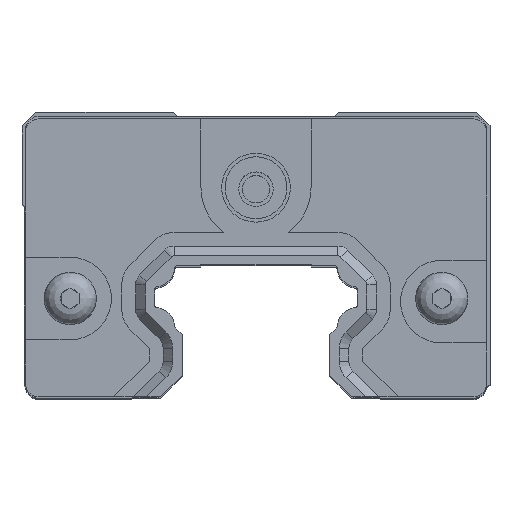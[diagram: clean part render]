
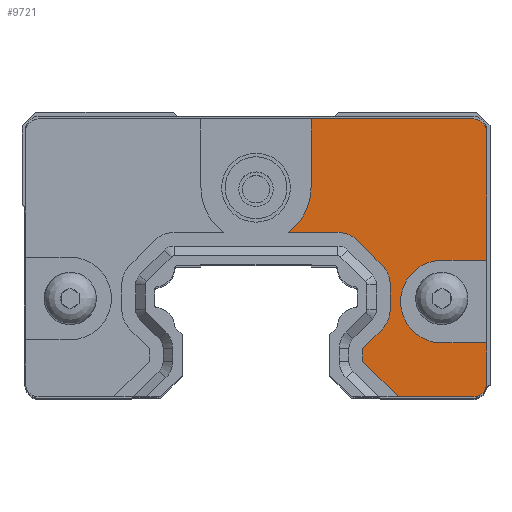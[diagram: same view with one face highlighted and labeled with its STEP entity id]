
A CAD part, top view. The second image highlights one B-rep face of the part: STEP entity #9721.
In plain terms, the highlighted planar face has unit normal (0, 0, 1).
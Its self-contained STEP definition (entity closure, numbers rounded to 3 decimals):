
#504=PLANE('',#10516);
#959=FACE_OUTER_BOUND('',#1501,.T.);
#1501=EDGE_LOOP('',(#8177,#8178,#8179,#8180,#8181,#8182,#8183,#8184,#8185,
#8186,#8187,#8188,#8189,#8190,#8191,#8192,#8193,#8194,#8195,#8196));
#1857=LINE('',#14000,#2859);
#1902=LINE('',#14133,#2904);
#1906=LINE('',#14141,#2908);
#1909=LINE('',#14147,#2911);
#1913=LINE('',#14159,#2915);
#1917=LINE('',#14171,#2919);
#1921=LINE('',#14183,#2923);
#2388=LINE('',#15790,#3390);
#2390=LINE('',#15796,#3392);
#2394=LINE('',#15807,#3396);
#2395=LINE('',#15810,#3397);
#2396=LINE('',#15812,#3398);
#2397=LINE('',#15815,#3399);
#2859=VECTOR('',#11208,10.);
#2904=VECTOR('',#11337,10.);
#2908=VECTOR('',#11343,10.);
#2911=VECTOR('',#11348,10.);
#2915=VECTOR('',#11360,10.);
#2919=VECTOR('',#11372,10.);
#2923=VECTOR('',#11384,10.);
#3390=VECTOR('',#12613,10.);
#3392=VECTOR('',#12617,10.);
#3396=VECTOR('',#12631,10.);
#3397=VECTOR('',#12634,10.);
#3398=VECTOR('',#12635,10.);
#3399=VECTOR('',#12638,10.);
#3812=CIRCLE('',#10119,2.);
#3814=CIRCLE('',#10123,2.);
#3816=CIRCLE('',#10127,2.);
#3818=CIRCLE('',#10131,4.);
#3981=CIRCLE('',#10513,3.);
#3983=CIRCLE('',#10517,1.);
#3984=CIRCLE('',#10518,1.);
#4225=VERTEX_POINT('',#13994);
#4227=VERTEX_POINT('',#13998);
#4272=VERTEX_POINT('',#14131);
#4273=VERTEX_POINT('',#14132);
#4276=VERTEX_POINT('',#14140);
#4278=VERTEX_POINT('',#14146);
#4280=VERTEX_POINT('',#14152);
#4282=VERTEX_POINT('',#14158);
#4284=VERTEX_POINT('',#14164);
#4286=VERTEX_POINT('',#14170);
#4288=VERTEX_POINT('',#14176);
#4290=VERTEX_POINT('',#14182);
#4747=VERTEX_POINT('',#15784);
#4749=VERTEX_POINT('',#15788);
#4750=VERTEX_POINT('',#15792);
#4752=VERTEX_POINT('',#15795);
#4754=VERTEX_POINT('',#15806);
#4755=VERTEX_POINT('',#15808);
#4756=VERTEX_POINT('',#15811);
#4757=VERTEX_POINT('',#15813);
#5198=EDGE_CURVE('',#4225,#4227,#1857,.T.);
#5263=EDGE_CURVE('',#4272,#4273,#1902,.T.);
#5267=EDGE_CURVE('',#4276,#4272,#1906,.T.);
#5270=EDGE_CURVE('',#4278,#4276,#1909,.T.);
#5273=EDGE_CURVE('',#4280,#4278,#3812,.T.);
#5276=EDGE_CURVE('',#4282,#4280,#1913,.T.);
#5279=EDGE_CURVE('',#4284,#4282,#3814,.T.);
#5282=EDGE_CURVE('',#4286,#4284,#1917,.T.);
#5285=EDGE_CURVE('',#4288,#4286,#3816,.T.);
#5288=EDGE_CURVE('',#4290,#4288,#1921,.T.);
#5291=EDGE_CURVE('',#4227,#4290,#3818,.T.);
#5966=EDGE_CURVE('',#4747,#4749,#2388,.T.);
#5968=EDGE_CURVE('',#4752,#4750,#2390,.T.);
#5971=EDGE_CURVE('',#4749,#4752,#3981,.T.);
#5974=EDGE_CURVE('',#4273,#4754,#2394,.T.);
#5975=EDGE_CURVE('',#4754,#4755,#3983,.T.);
#5976=EDGE_CURVE('',#4755,#4747,#2395,.T.);
#5977=EDGE_CURVE('',#4750,#4756,#2396,.T.);
#5978=EDGE_CURVE('',#4756,#4757,#3984,.T.);
#5979=EDGE_CURVE('',#4757,#4225,#2397,.T.);
#8177=ORIENTED_EDGE('',*,*,#5263,.T.);
#8178=ORIENTED_EDGE('',*,*,#5974,.T.);
#8179=ORIENTED_EDGE('',*,*,#5975,.T.);
#8180=ORIENTED_EDGE('',*,*,#5976,.T.);
#8181=ORIENTED_EDGE('',*,*,#5966,.T.);
#8182=ORIENTED_EDGE('',*,*,#5971,.T.);
#8183=ORIENTED_EDGE('',*,*,#5968,.T.);
#8184=ORIENTED_EDGE('',*,*,#5977,.T.);
#8185=ORIENTED_EDGE('',*,*,#5978,.T.);
#8186=ORIENTED_EDGE('',*,*,#5979,.T.);
#8187=ORIENTED_EDGE('',*,*,#5198,.T.);
#8188=ORIENTED_EDGE('',*,*,#5291,.T.);
#8189=ORIENTED_EDGE('',*,*,#5288,.T.);
#8190=ORIENTED_EDGE('',*,*,#5285,.T.);
#8191=ORIENTED_EDGE('',*,*,#5282,.T.);
#8192=ORIENTED_EDGE('',*,*,#5279,.T.);
#8193=ORIENTED_EDGE('',*,*,#5276,.T.);
#8194=ORIENTED_EDGE('',*,*,#5273,.T.);
#8195=ORIENTED_EDGE('',*,*,#5270,.T.);
#8196=ORIENTED_EDGE('',*,*,#5267,.T.);
#9721=ADVANCED_FACE('',(#959),#504,.T.);
#10119=AXIS2_PLACEMENT_3D('',#14153,#11353,#11354);
#10123=AXIS2_PLACEMENT_3D('',#14165,#11365,#11366);
#10127=AXIS2_PLACEMENT_3D('',#14177,#11377,#11378);
#10131=AXIS2_PLACEMENT_3D('',#14188,#11389,#11390);
#10513=AXIS2_PLACEMENT_3D('',#15801,#12622,#12623);
#10516=AXIS2_PLACEMENT_3D('',#15805,#12629,#12630);
#10517=AXIS2_PLACEMENT_3D('',#15809,#12632,#12633);
#10518=AXIS2_PLACEMENT_3D('',#15814,#12636,#12637);
#11208=DIRECTION('',(0.,-1.,0.));
#11337=DIRECTION('',(0.707,-0.707,0.));
#11343=DIRECTION('',(0.,-1.,0.));
#11348=DIRECTION('',(-0.707,-0.707,0.));
#11353=DIRECTION('center_axis',(0.,0.,-1.));
#11354=DIRECTION('ref_axis',(0.707,-0.707,0.));
#11360=DIRECTION('',(0.,-1.,0.));
#11365=DIRECTION('center_axis',(0.,0.,-1.));
#11366=DIRECTION('ref_axis',(1.,0.,0.));
#11372=DIRECTION('',(0.707,-0.707,0.));
#11377=DIRECTION('center_axis',(0.,0.,-1.));
#11378=DIRECTION('ref_axis',(0.707,0.707,0.));
#11384=DIRECTION('',(1.,0.,0.));
#11389=DIRECTION('center_axis',(0.,0.,-1.));
#11390=DIRECTION('ref_axis',(0.583,-0.813,0.));
#12613=DIRECTION('',(-1.,0.,0.));
#12617=DIRECTION('',(1.,0.,0.));
#12622=DIRECTION('center_axis',(0.,0.,-1.));
#12623=DIRECTION('ref_axis',(0.,1.,0.));
#12629=DIRECTION('center_axis',(0.,0.,1.));
#12630=DIRECTION('ref_axis',(1.,0.,0.));
#12631=DIRECTION('',(1.,0.,0.));
#12632=DIRECTION('center_axis',(0.,0.,1.));
#12633=DIRECTION('ref_axis',(0.,-1.,0.));
#12634=DIRECTION('',(0.,1.,0.));
#12635=DIRECTION('',(0.,1.,0.));
#12636=DIRECTION('center_axis',(0.,0.,1.));
#12637=DIRECTION('ref_axis',(1.,0.,0.));
#12638=DIRECTION('',(-1.,0.,0.));
#13994=CARTESIAN_POINT('',(4.,5.,32.35));
#13998=CARTESIAN_POINT('',(4.,0.,32.35));
#14000=CARTESIAN_POINT('',(4.,0.168,32.35));
#14131=CARTESIAN_POINT('',(7.75,-12.616,32.35));
#14132=CARTESIAN_POINT('',(10.334,-15.2,32.35));
#14133=CARTESIAN_POINT('',(3.874,-8.74,32.35));
#14140=CARTESIAN_POINT('',(7.75,-11.684,32.35));
#14141=CARTESIAN_POINT('',(7.75,-8.274,32.35));
#14146=CARTESIAN_POINT('',(9.164,-10.27,32.35));
#14147=CARTESIAN_POINT('',(8.225,-11.209,32.35));
#14152=CARTESIAN_POINT('',(9.75,-8.856,32.35));
#14153=CARTESIAN_POINT('Origin',(7.75,-8.856,32.35));
#14158=CARTESIAN_POINT('',(9.75,-7.044,32.35));
#14159=CARTESIAN_POINT('',(9.75,-5.954,32.35));
#14164=CARTESIAN_POINT('',(9.164,-5.63,32.35));
#14165=CARTESIAN_POINT('Origin',(7.75,-7.044,32.35));
#14170=CARTESIAN_POINT('',(7.37,-3.836,32.35));
#14171=CARTESIAN_POINT('',(5.784,-2.25,32.35));
#14176=CARTESIAN_POINT('',(5.956,-3.25,32.35));
#14177=CARTESIAN_POINT('Origin',(5.956,-5.25,32.35));
#14182=CARTESIAN_POINT('',(2.332,-3.25,32.35));
#14183=CARTESIAN_POINT('',(1.166,-3.25,32.35));
#14188=CARTESIAN_POINT('Origin',(0.,0.,
32.35));
#15784=CARTESIAN_POINT('',(16.75,-11.28,32.35));
#15788=CARTESIAN_POINT('',(13.5,-11.28,32.35));
#15790=CARTESIAN_POINT('',(8.425,-11.28,32.35));
#15792=CARTESIAN_POINT('',(16.75,-5.28,32.35));
#15795=CARTESIAN_POINT('',(13.5,-5.28,32.35));
#15796=CARTESIAN_POINT('',(6.75,-5.28,32.35));
#15801=CARTESIAN_POINT('Origin',(13.5,-8.28,32.35));
#15805=CARTESIAN_POINT('Origin',(0.,-4.864,
32.35));
#15806=CARTESIAN_POINT('',(15.75,-15.2,32.35));
#15807=CARTESIAN_POINT('',(7.875,-15.2,32.35));
#15808=CARTESIAN_POINT('',(16.75,-14.2,32.35));
#15809=CARTESIAN_POINT('Origin',(15.75,-14.2,32.35));
#15810=CARTESIAN_POINT('',(16.75,-14.3,32.35));
#15811=CARTESIAN_POINT('',(16.75,4.,32.35));
#15812=CARTESIAN_POINT('',(16.75,-14.3,32.35));
#15813=CARTESIAN_POINT('',(15.75,5.,32.35));
#15814=CARTESIAN_POINT('Origin',(15.75,4.,32.35));
#15815=CARTESIAN_POINT('',(-7.875,5.,32.35));
